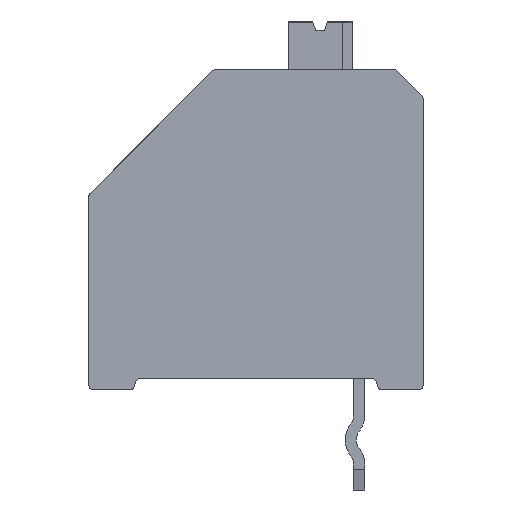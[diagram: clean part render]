
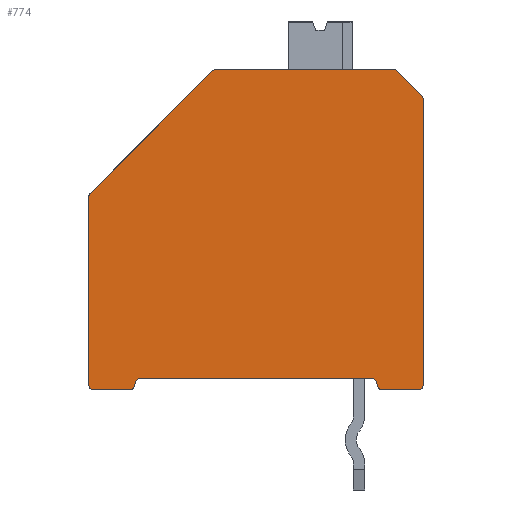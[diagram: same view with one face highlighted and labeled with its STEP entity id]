
A CAD part, front view. The second image highlights one B-rep face of the part: STEP entity #774.
In plain terms, the highlighted planar face has unit normal (0, -1, 0).
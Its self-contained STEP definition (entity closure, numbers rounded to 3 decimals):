
#774 = ADVANCED_FACE( '', ( #1628 ), #1629, .F. );
#1628 = FACE_OUTER_BOUND( '', #2569, .T. );
#1629 = PLANE( '', #2570 );
#2569 = EDGE_LOOP( '', ( #4752, #4753, #4754, #4755, #4756, #4757, #4758, #4759, #4760, #4761, #4762, #4763, #4764, #4765, #4766, #4767, #4768, #4769, #4770, #4771 ) );
#2570 = AXIS2_PLACEMENT_3D( '', #4772, #4773, #4774 );
#4752 = ORIENTED_EDGE( '', *, *, #6139, .F. );
#4753 = ORIENTED_EDGE( '', *, *, #6626, .F. );
#4754 = ORIENTED_EDGE( '', *, *, #6724, .F. );
#4755 = ORIENTED_EDGE( '', *, *, #6725, .F. );
#4756 = ORIENTED_EDGE( '', *, *, #6412, .F. );
#4757 = ORIENTED_EDGE( '', *, *, #6557, .F. );
#4758 = ORIENTED_EDGE( '', *, *, #6533, .F. );
#4759 = ORIENTED_EDGE( '', *, *, #6420, .F. );
#4760 = ORIENTED_EDGE( '', *, *, #6726, .F. );
#4761 = ORIENTED_EDGE( '', *, *, #6219, .F. );
#4762 = ORIENTED_EDGE( '', *, *, #6030, .F. );
#4763 = ORIENTED_EDGE( '', *, *, #6450, .F. );
#4764 = ORIENTED_EDGE( '', *, *, #6727, .F. );
#4765 = ORIENTED_EDGE( '', *, *, #6728, .F. );
#4766 = ORIENTED_EDGE( '', *, *, #5822, .F. );
#4767 = ORIENTED_EDGE( '', *, *, #6729, .F. );
#4768 = ORIENTED_EDGE( '', *, *, #6730, .F. );
#4769 = ORIENTED_EDGE( '', *, *, #6731, .F. );
#4770 = ORIENTED_EDGE( '', *, *, #6455, .F. );
#4771 = ORIENTED_EDGE( '', *, *, #6732, .F. );
#4772 = CARTESIAN_POINT( '', ( 4.57, -5.3, 11.16 ) );
#4773 = DIRECTION( '', ( 0., 1., 0. ) );
#4774 = DIRECTION( '', ( 0., 0., 1. ) );
#5822 = EDGE_CURVE( '', #6971, #6967, #6973, .T. );
#6030 = EDGE_CURVE( '', #7363, #7365, #7366, .T. );
#6139 = EDGE_CURVE( '', #7547, #7549, #7550, .T. );
#6219 = EDGE_CURVE( '', #7365, #7671, #7672, .T. );
#6412 = EDGE_CURVE( '', #7969, #7965, #7971, .T. );
#6420 = EDGE_CURVE( '', #7982, #7984, #7985, .T. );
#6450 = EDGE_CURVE( '', #8028, #7363, #8030, .T. );
#6455 = EDGE_CURVE( '', #8037, #8033, #8039, .T. );
#6533 = EDGE_CURVE( '', #7984, #8139, #8143, .T. );
#6557 = EDGE_CURVE( '', #8139, #7969, #8173, .T. );
#6626 = EDGE_CURVE( '', #8265, #7547, #8267, .T. );
#6724 = EDGE_CURVE( '', #8393, #8265, #8394, .T. );
#6725 = EDGE_CURVE( '', #7965, #8393, #8395, .T. );
#6726 = EDGE_CURVE( '', #7671, #7982, #8396, .T. );
#6727 = EDGE_CURVE( '', #8397, #8028, #8398, .T. );
#6728 = EDGE_CURVE( '', #6967, #8397, #8399, .T. );
#6729 = EDGE_CURVE( '', #8400, #6971, #8401, .T. );
#6730 = EDGE_CURVE( '', #8402, #8400, #8403, .T. );
#6731 = EDGE_CURVE( '', #8033, #8402, #8404, .T. );
#6732 = EDGE_CURVE( '', #7549, #8037, #8405, .T. );
#6967 = VERTEX_POINT( '', #8670 );
#6971 = VERTEX_POINT( '', #8675 );
#6973 = CIRCLE( '', #8678, 0.17 );
#7363 = VERTEX_POINT( '', #9233 );
#7365 = VERTEX_POINT( '', #9236 );
#7366 = CIRCLE( '', #9237, 0.17 );
#7547 = VERTEX_POINT( '', #9484 );
#7549 = VERTEX_POINT( '', #9487 );
#7550 = CIRCLE( '', #9488, 0.17 );
#7671 = VERTEX_POINT( '', #9665 );
#7672 = LINE( '', #9666, #9667 );
#7965 = VERTEX_POINT( '', #10077 );
#7969 = VERTEX_POINT( '', #10082 );
#7971 = CIRCLE( '', #10085, 0.17 );
#7982 = VERTEX_POINT( '', #10100 );
#7984 = VERTEX_POINT( '', #10103 );
#7985 = LINE( '', #10104, #10105 );
#8028 = VERTEX_POINT( '', #10169 );
#8030 = LINE( '', #10172, #10173 );
#8033 = VERTEX_POINT( '', #10176 );
#8037 = VERTEX_POINT( '', #10181 );
#8039 = CIRCLE( '', #10184, 0.17 );
#8139 = VERTEX_POINT( '', #10331 );
#8143 = CIRCLE( '', #10336, 0.17 );
#8173 = LINE( '', #10380, #10381 );
#8265 = VERTEX_POINT( '', #10517 );
#8267 = LINE( '', #10520, #10521 );
#8393 = VERTEX_POINT( '', #10714 );
#8394 = CIRCLE( '', #10715, 0.17 );
#8395 = LINE( '', #10716, #10717 );
#8396 = CIRCLE( '', #10718, 0.17 );
#8397 = VERTEX_POINT( '', #10719 );
#8398 = CIRCLE( '', #10720, 0.17 );
#8399 = LINE( '', #10721, #10722 );
#8400 = VERTEX_POINT( '', #10723 );
#8401 = LINE( '', #10724, #10725 );
#8402 = VERTEX_POINT( '', #10726 );
#8403 = CIRCLE( '', #10727, 0.17 );
#8404 = LINE( '', #10728, #10729 );
#8405 = LINE( '', #10730, #10731 );
#8670 = CARTESIAN_POINT( '', ( 11.83, -5.3, -0.17 ) );
#8675 = CARTESIAN_POINT( '', ( 12., -5.3, 0. ) );
#8678 = AXIS2_PLACEMENT_3D( '', #11091, #11092, #11093 );
#9233 = CARTESIAN_POINT( '', ( 10.327, -5.3, 0.104 ) );
#9236 = CARTESIAN_POINT( '', ( 10.162, -5.3, 0.23 ) );
#9237 = AXIS2_PLACEMENT_3D( '', #11341, #11342, #11343 );
#9484 = CARTESIAN_POINT( '', ( 4.45, -5.3, 11.28 ) );
#9487 = CARTESIAN_POINT( '', ( 4.57, -5.3, 11.33 ) );
#9488 = AXIS2_PLACEMENT_3D( '', #11474, #11475, #11476 );
#9665 = CARTESIAN_POINT( '', ( 1.838, -5.3, 0.23 ) );
#9666 = CARTESIAN_POINT( '', ( 1.838, -5.3, 0.23 ) );
#9667 = VECTOR( '', #11545, 1000. );
#10077 = CARTESIAN_POINT( '', ( 0., -5.3, 0. ) );
#10082 = CARTESIAN_POINT( '', ( 0.17, -5.3, -0.17 ) );
#10085 = AXIS2_PLACEMENT_3D( '', #11770, #11771, #11772 );
#10100 = CARTESIAN_POINT( '', ( 1.673, -5.3, 0.104 ) );
#10103 = CARTESIAN_POINT( '', ( 1.634, -5.3, -0.044 ) );
#10104 = CARTESIAN_POINT( '', ( 1.634, -5.3, -0.044 ) );
#10105 = VECTOR( '', #11778, 1000. );
#10169 = CARTESIAN_POINT( '', ( 10.366, -5.3, -0.044 ) );
#10172 = CARTESIAN_POINT( '', ( 10.327, -5.3, 0.104 ) );
#10173 = VECTOR( '', #11801, 1000. );
#10176 = CARTESIAN_POINT( '', ( 11.05, -5.3, 11.28 ) );
#10181 = CARTESIAN_POINT( '', ( 10.93, -5.3, 11.33 ) );
#10184 = AXIS2_PLACEMENT_3D( '', #11807, #11808, #11809 );
#10331 = CARTESIAN_POINT( '', ( 1.47, -5.3, -0.17 ) );
#10336 = AXIS2_PLACEMENT_3D( '', #11870, #11871, #11872 );
#10380 = CARTESIAN_POINT( '', ( 1.47, -5.3, -0.17 ) );
#10381 = VECTOR( '', #11887, 1000. );
#10517 = CARTESIAN_POINT( '', ( 0.05, -5.3, 6.88 ) );
#10520 = CARTESIAN_POINT( '', ( 0.05, -5.3, 6.88 ) );
#10521 = VECTOR( '', #11942, 1000. );
#10714 = CARTESIAN_POINT( '', ( 0., -5.3, 6.76 ) );
#10715 = AXIS2_PLACEMENT_3D( '', #12019, #12020, #12021 );
#10716 = CARTESIAN_POINT( '', ( 0., -5.3, 6.76 ) );
#10717 = VECTOR( '', #12022, 1000. );
#10718 = AXIS2_PLACEMENT_3D( '', #12023, #12024, #12025 );
#10719 = CARTESIAN_POINT( '', ( 10.53, -5.3, -0.17 ) );
#10720 = AXIS2_PLACEMENT_3D( '', #12026, #12027, #12028 );
#10721 = CARTESIAN_POINT( '', ( 11.83, -5.3, -0.17 ) );
#10722 = VECTOR( '', #12029, 1000. );
#10723 = CARTESIAN_POINT( '', ( 12., -5.3, 10.26 ) );
#10724 = CARTESIAN_POINT( '', ( 12., -5.3, 0. ) );
#10725 = VECTOR( '', #12030, 1000. );
#10726 = CARTESIAN_POINT( '', ( 11.95, -5.3, 10.38 ) );
#10727 = AXIS2_PLACEMENT_3D( '', #12031, #12032, #12033 );
#10728 = CARTESIAN_POINT( '', ( 11.05, -5.3, 11.28 ) );
#10729 = VECTOR( '', #12034, 1000. );
#10730 = CARTESIAN_POINT( '', ( 4.57, -5.3, 11.33 ) );
#10731 = VECTOR( '', #12035, 1000. );
#11091 = CARTESIAN_POINT( '', ( 11.83, -5.3, 0. ) );
#11092 = DIRECTION( '', ( 0., 1., 0. ) );
#11093 = DIRECTION( '', ( -1., 0., 0. ) );
#11341 = CARTESIAN_POINT( '', ( 10.162, -5.3, 0.06 ) );
#11342 = DIRECTION( '', ( 0., -1., 0. ) );
#11343 = DIRECTION( '', ( 1., 0., 0. ) );
#11474 = CARTESIAN_POINT( '', ( 4.57, -5.3, 11.16 ) );
#11475 = DIRECTION( '', ( 0., 1., 0. ) );
#11476 = DIRECTION( '', ( 1., 0., 0. ) );
#11545 = DIRECTION( '', ( -1., 0., 0. ) );
#11770 = CARTESIAN_POINT( '', ( 0.17, -5.3, 0. ) );
#11771 = DIRECTION( '', ( 0., 1., 0. ) );
#11772 = DIRECTION( '', ( 1., 0., 0. ) );
#11778 = DIRECTION( '', ( -0.259, 0., -0.966 ) );
#11801 = DIRECTION( '', ( -0.259, 0., 0.966 ) );
#11807 = CARTESIAN_POINT( '', ( 10.93, -5.3, 11.16 ) );
#11808 = DIRECTION( '', ( 0., 1., 0. ) );
#11809 = DIRECTION( '', ( 1., 0., 0. ) );
#11870 = CARTESIAN_POINT( '', ( 1.47, -5.3, 0. ) );
#11871 = DIRECTION( '', ( 0., 1., 0. ) );
#11872 = DIRECTION( '', ( 1., 0., 0. ) );
#11887 = DIRECTION( '', ( -1., 0., 0. ) );
#11942 = DIRECTION( '', ( 0.707, 0., 0.707 ) );
#12019 = CARTESIAN_POINT( '', ( 0.17, -5.3, 6.76 ) );
#12020 = DIRECTION( '', ( 0., 1., 0. ) );
#12021 = DIRECTION( '', ( 1., 0., 0. ) );
#12022 = DIRECTION( '', ( 0., 0., 1. ) );
#12023 = CARTESIAN_POINT( '', ( 1.838, -5.3, 0.06 ) );
#12024 = DIRECTION( '', ( 0., -1., 0. ) );
#12025 = DIRECTION( '', ( 1., 0., 0. ) );
#12026 = CARTESIAN_POINT( '', ( 10.53, -5.3, 0. ) );
#12027 = DIRECTION( '', ( 0., 1., 0. ) );
#12028 = DIRECTION( '', ( 1., 0., 0. ) );
#12029 = DIRECTION( '', ( -1., 0., 0. ) );
#12030 = DIRECTION( '', ( 0., 0., -1. ) );
#12031 = CARTESIAN_POINT( '', ( 11.83, -5.3, 10.26 ) );
#12032 = DIRECTION( '', ( 0., 1., 0. ) );
#12033 = DIRECTION( '', ( -1., 0., 0. ) );
#12034 = DIRECTION( '', ( 0.707, 0., -0.707 ) );
#12035 = DIRECTION( '', ( 1., 0., 0. ) );
